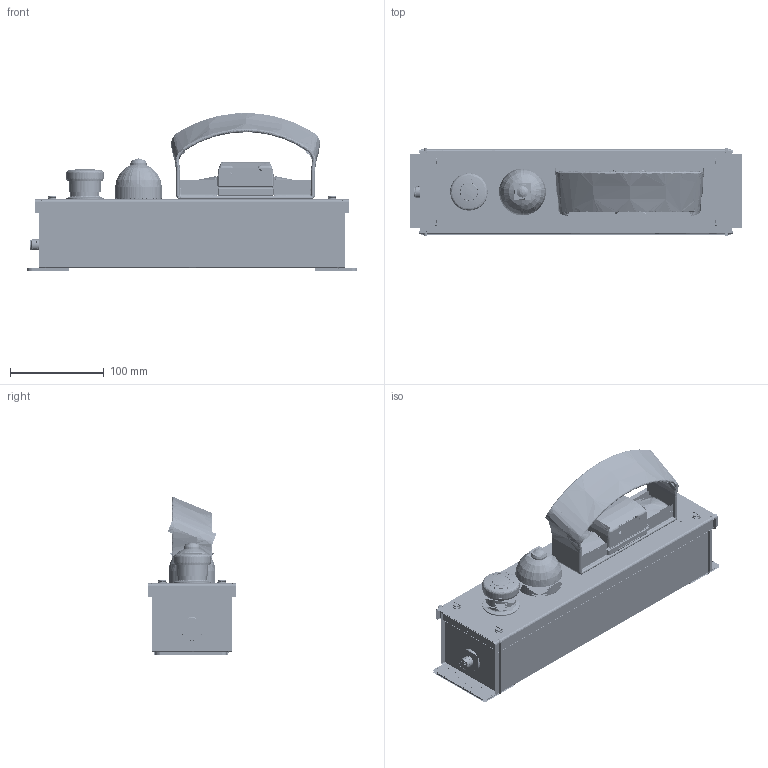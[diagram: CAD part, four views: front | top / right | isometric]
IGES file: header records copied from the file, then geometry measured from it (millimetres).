
Start section:  PTC IGES file: 210021.igs
Global section: file name: 210021.igs; native system: Creo Parametric by PTC Inc.; preprocessor: 2018300; author: pdmadmin; organization: Unknown; date: 20190110.104527; units: millimetre
Bounding box: 354.33 x 94.11 x 168.56 mm (x, y, z)
Volume: 1131542.7 mm3; surface area: 5862518.5 mm2
Topology: 50 solids, 58 shells, 7058 faces, 42626 edges, 58611 vertices
Faces by surface type: revolution 3918, bspline 2954, extrusion 186
